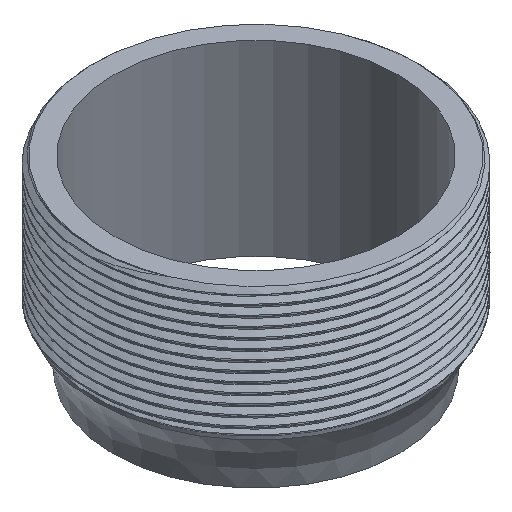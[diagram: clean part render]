
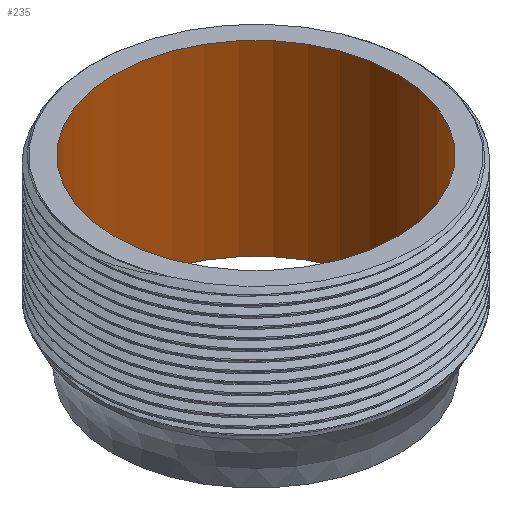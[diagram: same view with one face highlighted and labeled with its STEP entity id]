
A CAD part, isometric view. The second image highlights one B-rep face of the part: STEP entity #235.
In plain terms, the highlighted cylindrical face has radius 29.4 mm (diameter 58.8 mm), a full revolution.
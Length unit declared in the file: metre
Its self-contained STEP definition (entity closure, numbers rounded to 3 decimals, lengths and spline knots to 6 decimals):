
#25=CIRCLE('',#349,0.0294);
#31=CIRCLE('',#362,0.0294);
#36=CYLINDRICAL_SURFACE('',#364,0.0294);
#101=ORIENTED_EDGE('',*,*,#119,.T.);
#102=ORIENTED_EDGE('',*,*,#133,.F.);
#119=EDGE_CURVE('',#145,#145,#25,.T.);
#133=EDGE_CURVE('',#153,#153,#31,.T.);
#145=VERTEX_POINT('',#1207);
#153=VERTEX_POINT('',#2000);
#179=EDGE_LOOP('',(#101));
#180=EDGE_LOOP('',(#102));
#199=FACE_BOUND('',#179,.T.);
#200=FACE_BOUND('',#180,.T.);
#235=ADVANCED_FACE('',(#199,#200),#36,.F.);
#349=AXIS2_PLACEMENT_3D('',#1206,#383,#384);
#362=AXIS2_PLACEMENT_3D('',#1999,#409,#410);
#364=AXIS2_PLACEMENT_3D('',#2003,#413,#414);
#383=DIRECTION('',(0.,0.,1.));
#384=DIRECTION('',(1.,0.,0.));
#409=DIRECTION('',(0.,0.,1.));
#410=DIRECTION('',(1.,0.,0.));
#413=DIRECTION('',(0.,0.,-1.));
#414=DIRECTION('',(-1.,0.,0.));
#1206=CARTESIAN_POINT('',(0.,0.,0.039));
#1207=CARTESIAN_POINT('',(0.0294,0.,0.039));
#1999=CARTESIAN_POINT('',(0.,0.,0.));
#2000=CARTESIAN_POINT('',(0.0294,0.,0.));
#2003=CARTESIAN_POINT('',(0.,0.,0.039));
